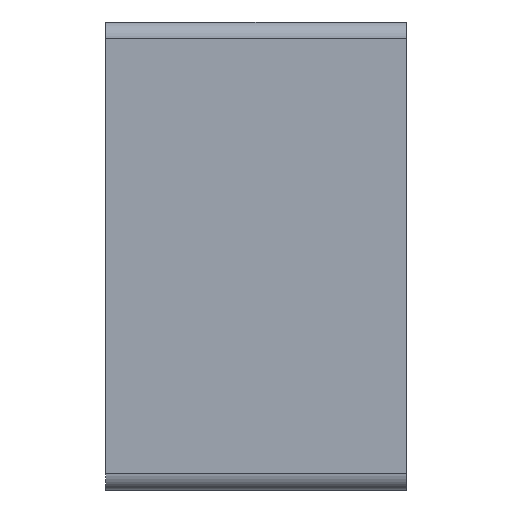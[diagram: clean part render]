
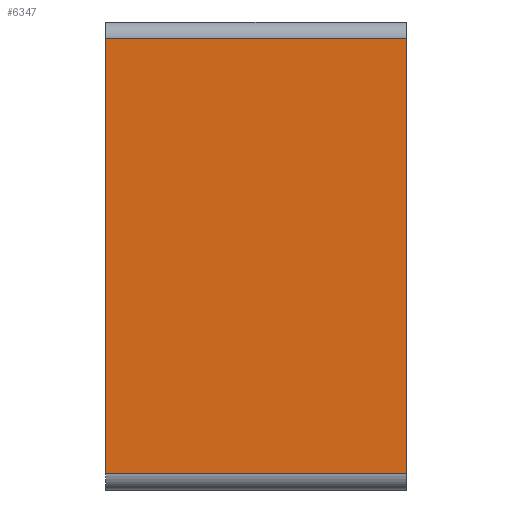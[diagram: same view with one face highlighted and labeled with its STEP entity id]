
A CAD part, left-side view. The second image highlights one B-rep face of the part: STEP entity #6347.
In plain terms, the highlighted planar face has unit normal (-1, 0, 0).
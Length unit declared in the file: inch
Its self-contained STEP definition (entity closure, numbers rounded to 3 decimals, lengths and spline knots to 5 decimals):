
#507 = EDGE_CURVE ( 'NONE', #865, #1774, #7482, .T. ) ;
#587 = VERTEX_POINT ( 'NONE', #2785 ) ;
#688 = VECTOR ( 'NONE', #3765, 39.37008 ) ;
#865 = VERTEX_POINT ( 'NONE', #5691 ) ;
#993 = LINE ( 'NONE', #5139, #3632 ) ;
#1545 = EDGE_CURVE ( 'NONE', #5545, #587, #6804, .T. ) ;
#1603 = VECTOR ( 'NONE', #3201, 39.37008 ) ;
#1649 = CARTESIAN_POINT ( 'NONE',  ( -0.75, 1.75, 0. ) ) ;
#1774 = VERTEX_POINT ( 'NONE', #2663 ) ;
#2068 = DIRECTION ( 'NONE',  ( -1., 0., 0. ) ) ;
#2563 = VECTOR ( 'NONE', #3627, 39.37008 ) ;
#2633 = PLANE ( 'NONE',  #5292 ) ;
#2663 = CARTESIAN_POINT ( 'NONE',  ( -0.75, 1.75, -1.625 ) ) ;
#2785 = CARTESIAN_POINT ( 'NONE',  ( -0.75, -0.5, -1.625 ) ) ;
#2806 = CARTESIAN_POINT ( 'NONE',  ( -0.75, -0.5, 1.625 ) ) ;
#2863 = ORIENTED_EDGE ( 'NONE', *, *, #507, .T. ) ;
#3201 = DIRECTION ( 'NONE',  ( 0., 0., -1. ) ) ;
#3314 = EDGE_LOOP ( 'NONE', ( #8005, #5660, #2863, #4994 ) ) ;
#3350 = EDGE_CURVE ( 'NONE', #865, #5545, #993, .T. ) ;
#3627 = DIRECTION ( 'NONE',  ( 0., 0., -1. ) ) ;
#3632 = VECTOR ( 'NONE', #4421, 39.37008 ) ;
#3734 = FACE_OUTER_BOUND ( 'NONE', #3314, .T. ) ;
#3765 = DIRECTION ( 'NONE',  ( 0., -1., 0. ) ) ;
#4017 = CARTESIAN_POINT ( 'NONE',  ( -0.75, 0., 0. ) ) ;
#4421 = DIRECTION ( 'NONE',  ( 0., -1., 0. ) ) ;
#4994 = ORIENTED_EDGE ( 'NONE', *, *, #5928, .T. ) ;
#5139 = CARTESIAN_POINT ( 'NONE',  ( -0.75, 0., 1.625 ) ) ;
#5292 = AXIS2_PLACEMENT_3D ( 'NONE', #4017, #2068, #6602 ) ;
#5545 = VERTEX_POINT ( 'NONE', #2806 ) ;
#5576 = LINE ( 'NONE', #7681, #688 ) ;
#5660 = ORIENTED_EDGE ( 'NONE', *, *, #3350, .F. ) ;
#5691 = CARTESIAN_POINT ( 'NONE',  ( -0.75, 1.75, 1.625 ) ) ;
#5928 = EDGE_CURVE ( 'NONE', #1774, #587, #5576, .T. ) ;
#6347 = ADVANCED_FACE ( 'NONE', ( #3734 ), #2633, .T. ) ;
#6602 = DIRECTION ( 'NONE',  ( 0., 0., 1. ) ) ;
#6804 = LINE ( 'NONE', #7827, #1603 ) ;
#7482 = LINE ( 'NONE', #1649, #2563 ) ;
#7681 = CARTESIAN_POINT ( 'NONE',  ( -0.75, 0., -1.625 ) ) ;
#7827 = CARTESIAN_POINT ( 'NONE',  ( -0.75, -0.5, 0. ) ) ;
#8005 = ORIENTED_EDGE ( 'NONE', *, *, #1545, .F. ) ;
